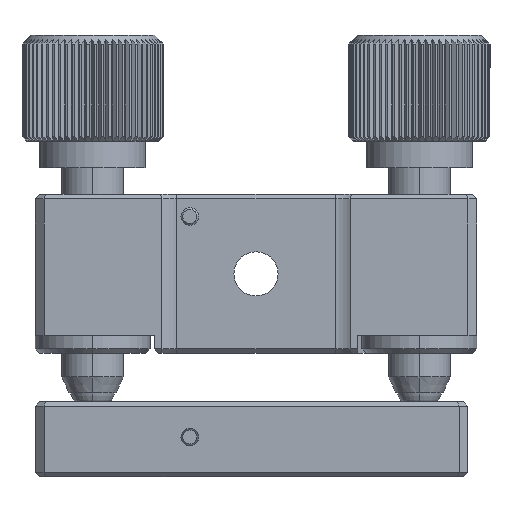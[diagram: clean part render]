
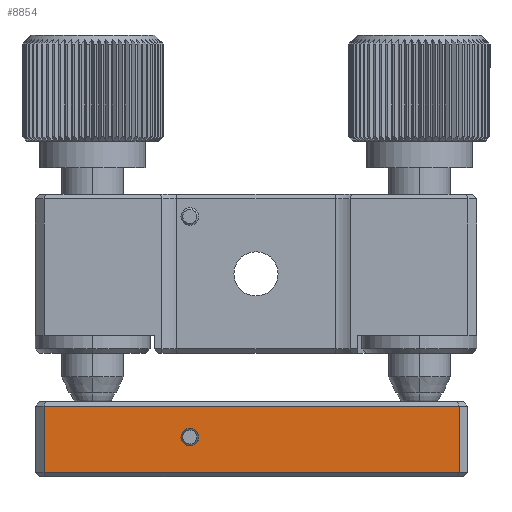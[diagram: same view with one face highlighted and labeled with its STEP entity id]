
A CAD part, left-side view. The second image highlights one B-rep face of the part: STEP entity #8854.
In plain terms, the highlighted planar face has unit normal (-1, 0, 0).
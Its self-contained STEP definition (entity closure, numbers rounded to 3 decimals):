
#1545 = CARTESIAN_POINT ( 'NONE',  ( -24., -23., -13.472 ) ) ;
#2034 = DIRECTION ( 'NONE',  ( -1., 0., 0. ) ) ;
#2040 = VECTOR ( 'NONE', #13349, 1000. ) ;
#3141 = VERTEX_POINT ( 'NONE', #11749 ) ;
#3459 = CARTESIAN_POINT ( 'NONE',  ( -24., -23., -5.972 ) ) ;
#3750 = EDGE_LOOP ( 'NONE', ( #23556, #4101, #18425, #29848 ) ) ;
#4101 = ORIENTED_EDGE ( 'NONE', *, *, #20876, .T. ) ;
#5471 = DIRECTION ( 'NONE',  ( 0., 1., 0. ) ) ;
#7169 = DIRECTION ( 'NONE',  ( 1., 0., 0. ) ) ;
#7674 = VERTEX_POINT ( 'NONE', #7729 ) ;
#7729 = CARTESIAN_POINT ( 'NONE',  ( -24., 7.5, -10.472 ) ) ;
#8106 = EDGE_LOOP ( 'NONE', ( #32643, #25094 ) ) ;
#8779 = LINE ( 'NONE', #18231, #2040 ) ;
#8854 = ADVANCED_FACE ( 'NONE', ( #16096, #24030 ), #9727, .F. ) ;
#9727 = PLANE ( 'NONE',  #18406 ) ;
#10158 = VERTEX_POINT ( 'NONE', #25498 ) ;
#10380 = VERTEX_POINT ( 'NONE', #3459 ) ;
#10509 = EDGE_CURVE ( 'NONE', #7674, #27527, #15496, .T. ) ;
#10864 = VECTOR ( 'NONE', #5471, 1000. ) ;
#11749 = CARTESIAN_POINT ( 'NONE',  ( -24., -23., -13.472 ) ) ;
#12513 = CIRCLE ( 'NONE', #21506, 1. ) ;
#12540 = DIRECTION ( 'NONE',  ( 0., 0., 1. ) ) ;
#13349 = DIRECTION ( 'NONE',  ( 0., 0., -1. ) ) ;
#14029 = EDGE_CURVE ( 'NONE', #27527, #7674, #12513, .T. ) ;
#14313 = EDGE_CURVE ( 'NONE', #27792, #10158, #30743, .T. ) ;
#14810 = CARTESIAN_POINT ( 'NONE',  ( -24., -23., -5.472 ) ) ;
#15357 = LINE ( 'NONE', #1545, #25650 ) ;
#15496 = CIRCLE ( 'NONE', #27594, 1. ) ;
#16096 = FACE_BOUND ( 'NONE', #8106, .T. ) ;
#17117 = DIRECTION ( 'NONE',  ( 0., 0., 1. ) ) ;
#18035 = LINE ( 'NONE', #25408, #10864 ) ;
#18231 = CARTESIAN_POINT ( 'NONE',  ( -24., -23., -5.472 ) ) ;
#18406 = AXIS2_PLACEMENT_3D ( 'NONE', #14810, #7169, #24901 ) ;
#18425 = ORIENTED_EDGE ( 'NONE', *, *, #24829, .F. ) ;
#20876 = EDGE_CURVE ( 'NONE', #10158, #3141, #15357, .T. ) ;
#21506 = AXIS2_PLACEMENT_3D ( 'NONE', #25174, #27717, #12540 ) ;
#21817 = DIRECTION ( 'NONE',  ( 0., -1., 0. ) ) ;
#22425 = CARTESIAN_POINT ( 'NONE',  ( -24., 24., -5.472 ) ) ;
#23556 = ORIENTED_EDGE ( 'NONE', *, *, #14313, .T. ) ;
#24030 = FACE_OUTER_BOUND ( 'NONE', #3750, .T. ) ;
#24534 = CARTESIAN_POINT ( 'NONE',  ( -24., 7.5, -8.472 ) ) ;
#24829 = EDGE_CURVE ( 'NONE', #10380, #3141, #8779, .T. ) ;
#24901 = DIRECTION ( 'NONE',  ( 0., 0., -1. ) ) ;
#25094 = ORIENTED_EDGE ( 'NONE', *, *, #10509, .F. ) ;
#25174 = CARTESIAN_POINT ( 'NONE',  ( -24., 7.5, -9.472 ) ) ;
#25408 = CARTESIAN_POINT ( 'NONE',  ( -24., 24., -5.972 ) ) ;
#25498 = CARTESIAN_POINT ( 'NONE',  ( -24., 24., -13.472 ) ) ;
#25597 = VECTOR ( 'NONE', #32379, 1000. ) ;
#25650 = VECTOR ( 'NONE', #21817, 1000. ) ;
#27527 = VERTEX_POINT ( 'NONE', #24534 ) ;
#27594 = AXIS2_PLACEMENT_3D ( 'NONE', #32243, #2034, #17117 ) ;
#27717 = DIRECTION ( 'NONE',  ( -1., 0., 0. ) ) ;
#27756 = EDGE_CURVE ( 'NONE', #10380, #27792, #18035, .T. ) ;
#27792 = VERTEX_POINT ( 'NONE', #27955 ) ;
#27955 = CARTESIAN_POINT ( 'NONE',  ( -24., 24., -5.972 ) ) ;
#29848 = ORIENTED_EDGE ( 'NONE', *, *, #27756, .T. ) ;
#30743 = LINE ( 'NONE', #22425, #25597 ) ;
#32243 = CARTESIAN_POINT ( 'NONE',  ( -24., 7.5, -9.472 ) ) ;
#32379 = DIRECTION ( 'NONE',  ( 0., 0., -1. ) ) ;
#32643 = ORIENTED_EDGE ( 'NONE', *, *, #14029, .F. ) ;
